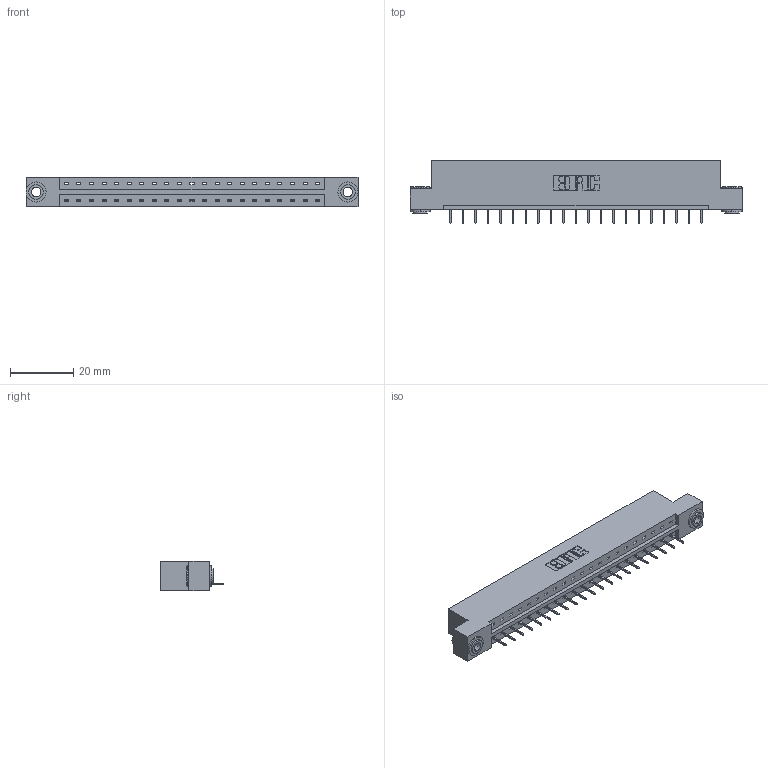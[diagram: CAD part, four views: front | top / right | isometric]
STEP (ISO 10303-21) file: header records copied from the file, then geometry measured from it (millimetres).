
FILE_DESCRIPTION (( 'STEP AP203' ), '1' );
FILE_NAME ('833-021-524-103.STEP', '2020-06-01T14:53:00', ( '' ), ( '' ), 'SwSTEP 2.0', 'SolidWorks 2020', '' );
FILE_SCHEMA (( 'CONFIG_CONTROL_DESIGN' ));
Length unit declared in the file: inch
Products named in the file (4): 345-250-002_345-250-002-102; 833-021-524-103; 345-292-001_345-293-124; 833 Part_Flush - .156 Dia - TH
Assembly tree (24 placements, depth 2):
  833-021-524-103
    833 Part_Flush - .156 Dia - TH
    345-292-001_345-293-124  x21
    345-250-002_345-250-002-102  x2
Bounding box: 104.75 x 19.69 x 9.4 mm (x, y, z)
Volume: 10296.6 mm3; surface area: 10945.8 mm2
Topology: 24 solids, 24 shells, 1454 faces, 4167 edges, 2690 vertices
Faces by surface type: plane 1088, cylinder 358, cone 8
Entity records: 16278 total; most frequent: CARTESIAN_POINT 2788, ORIENTED_EDGE 2738, DIRECTION 2429, EDGE_CURVE 1369, VECTOR 1221, LINE 1221, VERTEX_POINT 906, AXIS2_PLACEMENT_3D 604
